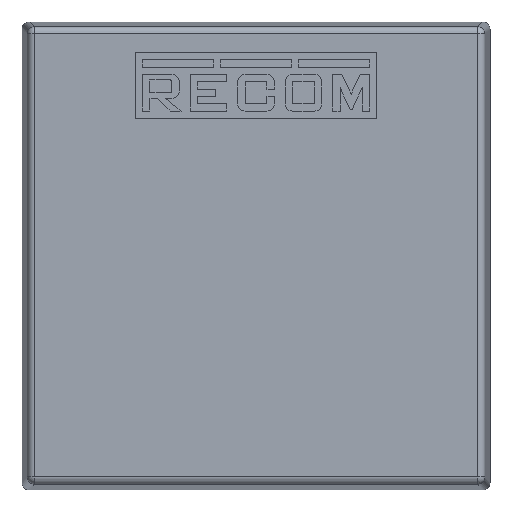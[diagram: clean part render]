
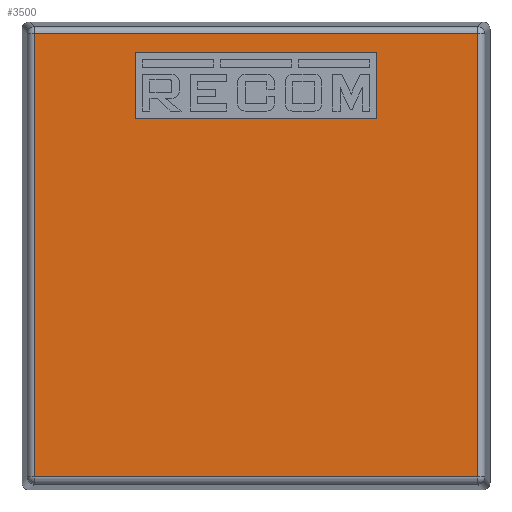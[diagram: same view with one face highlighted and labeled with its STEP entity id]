
A CAD part, top view. The second image highlights one B-rep face of the part: STEP entity #3500.
In plain terms, the highlighted face is planar.
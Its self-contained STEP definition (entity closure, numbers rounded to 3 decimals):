
#104=FACE_BOUND('',#581,.T.);
#357=FACE_OUTER_BOUND('',#580,.T.);
#580=EDGE_LOOP('',(#3138,#3139,#3140,#3141));
#581=EDGE_LOOP('',(#3142,#3143,#3144,#3145));
#895=LINE('',#5478,#1305);
#971=LINE('',#5629,#1381);
#973=LINE('',#5633,#1383);
#975=LINE('',#5636,#1385);
#978=LINE('',#5654,#1388);
#981=LINE('',#5661,#1391);
#984=LINE('',#5680,#1394);
#987=LINE('',#5686,#1397);
#1305=VECTOR('',#4399,1.);
#1381=VECTOR('',#4623,1.);
#1383=VECTOR('',#4627,1.);
#1385=VECTOR('',#4631,1.);
#1388=VECTOR('',#4650,1.);
#1391=VECTOR('',#4657,1.);
#1394=VECTOR('',#4680,1.);
#1397=VECTOR('',#4687,1.);
#1698=VERTEX_POINT('',#5476);
#1699=VERTEX_POINT('',#5477);
#1700=VERTEX_POINT('',#5628);
#1701=VERTEX_POINT('',#5632);
#1706=VERTEX_POINT('',#5647);
#1708=VERTEX_POINT('',#5652);
#1709=VERTEX_POINT('',#5657);
#1716=VERTEX_POINT('',#5678);
#2085=EDGE_CURVE('',#1698,#1699,#895,.T.);
#2161=EDGE_CURVE('',#1699,#1700,#971,.T.);
#2163=EDGE_CURVE('',#1700,#1701,#973,.T.);
#2165=EDGE_CURVE('',#1701,#1698,#975,.T.);
#2173=EDGE_CURVE('',#1706,#1708,#978,.T.);
#2177=EDGE_CURVE('',#1709,#1706,#981,.T.);
#2186=EDGE_CURVE('',#1708,#1716,#984,.T.);
#2190=EDGE_CURVE('',#1716,#1709,#987,.T.);
#3138=ORIENTED_EDGE('',*,*,#2177,.T.);
#3139=ORIENTED_EDGE('',*,*,#2173,.T.);
#3140=ORIENTED_EDGE('',*,*,#2186,.T.);
#3141=ORIENTED_EDGE('',*,*,#2190,.T.);
#3142=ORIENTED_EDGE('',*,*,#2165,.F.);
#3143=ORIENTED_EDGE('',*,*,#2163,.F.);
#3144=ORIENTED_EDGE('',*,*,#2161,.F.);
#3145=ORIENTED_EDGE('',*,*,#2085,.F.);
#3309=PLANE('',#3778);
#3500=ADVANCED_FACE('',(#357,#104),#3309,.T.);
#3778=AXIS2_PLACEMENT_3D('',#5706,#4710,#4711);
#4399=DIRECTION('',(-1.,0.,0.));
#4623=DIRECTION('',(0.,0.,-1.));
#4627=DIRECTION('',(1.,0.,0.));
#4631=DIRECTION('',(0.,0.,1.));
#4650=DIRECTION('',(-1.,0.,0.));
#4657=DIRECTION('',(0.,0.,1.));
#4680=DIRECTION('',(0.,0.,-1.));
#4687=DIRECTION('',(1.,0.,0.));
#4710=DIRECTION('center_axis',(0.,-1.,0.));
#4711=DIRECTION('ref_axis',(0.,0.,1.));
#5476=CARTESIAN_POINT('',(6.6,-16.6,11.1));
#5477=CARTESIAN_POINT('',(-6.6,-16.6,11.1));
#5478=CARTESIAN_POINT('',(0.,-16.6,11.1));
#5628=CARTESIAN_POINT('',(-6.6,-16.6,7.5));
#5629=CARTESIAN_POINT('',(-6.6,-16.6,0.));
#5632=CARTESIAN_POINT('',(6.6,-16.6,7.5));
#5633=CARTESIAN_POINT('',(0.,-16.6,7.5));
#5636=CARTESIAN_POINT('',(6.6,-16.6,0.));
#5647=CARTESIAN_POINT('',(12.117,-16.6,12.117));
#5652=CARTESIAN_POINT('',(-12.117,-16.6,12.117));
#5654=CARTESIAN_POINT('',(-12.51,-16.6,12.117));
#5657=CARTESIAN_POINT('',(12.117,-16.6,-12.117));
#5661=CARTESIAN_POINT('',(12.117,-16.6,12.51));
#5678=CARTESIAN_POINT('',(-12.117,-16.6,-12.117));
#5680=CARTESIAN_POINT('',(-12.117,-16.6,-12.51));
#5686=CARTESIAN_POINT('',(12.51,-16.6,-12.117));
#5706=CARTESIAN_POINT('Origin',(0.,-16.6,0.));
